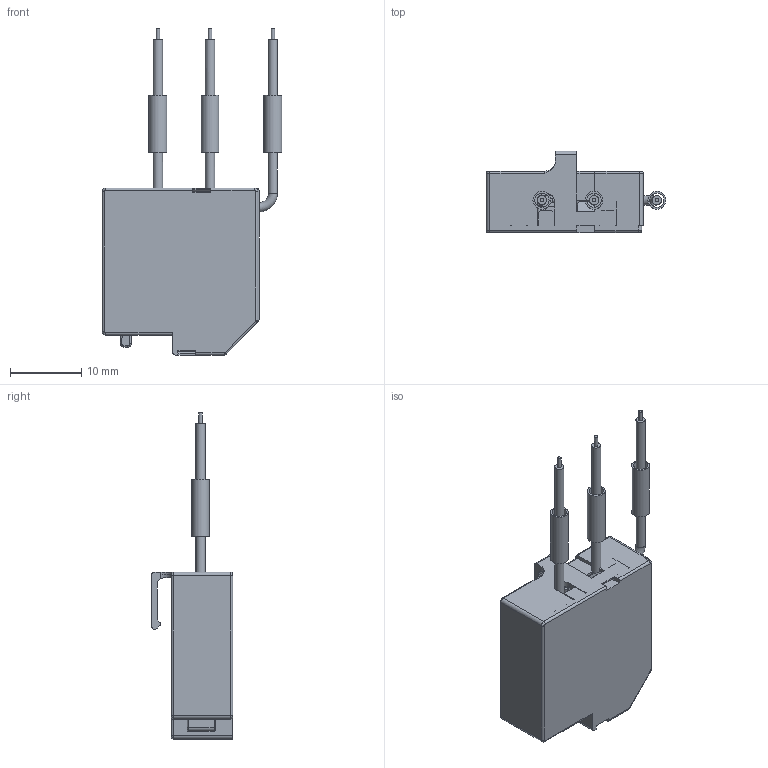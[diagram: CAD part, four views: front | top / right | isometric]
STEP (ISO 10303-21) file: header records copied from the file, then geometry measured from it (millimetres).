
FILE_DESCRIPTION(/* description */ (''),/* implementation_level */ '2;1');
FILE_NAME(/* name */ 'FILE_STP_CAD_DRAWING_3D_P5X1311_UL_prt.stp',/* time_stamp */ '2025-09-30T14:10:25+02:00',/* author */ (''),/* organization */ (''),/* preprocessor_version */ 'ST-DEVELOPER v20',/* originating_system */ 'SIEMENS PLM Software NX2406.8500',/* authorisation */ '');
FILE_SCHEMA (('AUTOMOTIVE_DESIGN { 1 0 10303 214 3 1 1 1 }'));
Length unit declared in the file: millimetre
Products named in the file (1): 3D_P5X1311_UL
Bounding box: 25.15 x 11.4 x 45.7 mm (x, y, z)
Surface area: 3519.5 mm2 (no closed solid volume)
Topology: 0 solids, 7 shells, 169 faces, 646 edges, 460 vertices
Faces by surface type: plane 91, cylinder 58, bspline 11, torus 9
Full cylindrical faces by diameter (mm): 0.5 x4, 1.3 x3, 2 x3, 2.35 x2, 2.5 x3
Entity records: 6979 total; most frequent: CARTESIAN_POINT 1600, DIRECTION 1080, ORIENTED_EDGE 1012, EDGE_CURVE 622, VERTEX_POINT 455, LINE 446, VECTOR 446, AXIS2_PLACEMENT_3D 317
